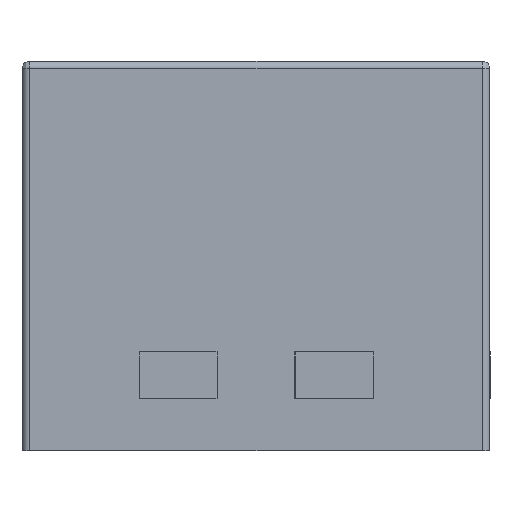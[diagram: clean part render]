
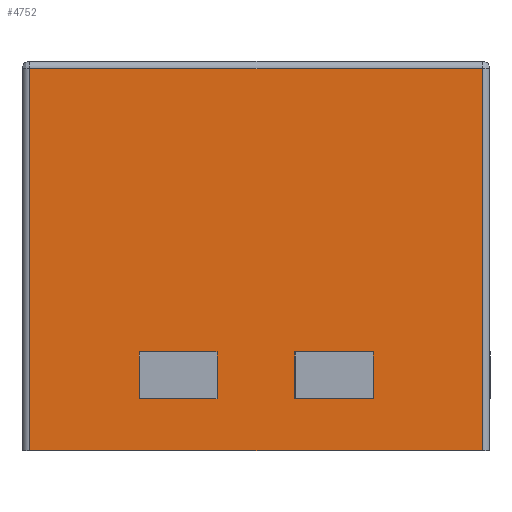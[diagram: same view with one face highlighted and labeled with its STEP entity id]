
A CAD part, left-side view. The second image highlights one B-rep face of the part: STEP entity #4752.
In plain terms, the highlighted planar face has unit normal (-1, 0, 0).
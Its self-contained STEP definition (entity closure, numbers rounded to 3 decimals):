
#79 = ORIENTED_EDGE ( 'NONE', *, *, #477, .F. ) ;
#82 = EDGE_CURVE ( 'NONE', #1959, #1341, #472, .T. ) ;
#126 = CARTESIAN_POINT ( 'NONE',  ( -0.5, -0.29, 0.49 ) ) ;
#129 = AXIS2_PLACEMENT_3D ( 'NONE', #3404, #4543, #3800 ) ;
#196 = CARTESIAN_POINT ( 'NONE',  ( -0.5, 0.15, 0.067 ) ) ;
#264 = VECTOR ( 'NONE', #297, 1000. ) ;
#297 = DIRECTION ( 'NONE',  ( 0., -1., 0. ) ) ;
#371 = LINE ( 'NONE', #4628, #2529 ) ;
#382 = FACE_BOUND ( 'NONE', #3609, .T. ) ;
#397 = CARTESIAN_POINT ( 'NONE',  ( -0.5, -0.3, 0.127 ) ) ;
#472 = LINE ( 'NONE', #1241, #3362 ) ;
#477 = EDGE_CURVE ( 'NONE', #3990, #1986, #2216, .T. ) ;
#519 = LINE ( 'NONE', #4737, #1939 ) ;
#536 = LINE ( 'NONE', #4328, #1298 ) ;
#611 = VECTOR ( 'NONE', #2828, 1000. ) ;
#613 = CARTESIAN_POINT ( 'NONE',  ( -0.5, -0.29, 0. ) ) ;
#683 = VERTEX_POINT ( 'NONE', #126 ) ;
#736 = CARTESIAN_POINT ( 'NONE',  ( -0.5, 0.05, 0.127 ) ) ;
#758 = LINE ( 'NONE', #4623, #4838 ) ;
#789 = DIRECTION ( 'NONE',  ( 0., 1., 0. ) ) ;
#793 = ORIENTED_EDGE ( 'NONE', *, *, #4455, .F. ) ;
#976 = VERTEX_POINT ( 'NONE', #2343 ) ;
#1074 = DIRECTION ( 'NONE',  ( 0., -1., 0. ) ) ;
#1120 = DIRECTION ( 'NONE',  ( 0., 0., -1. ) ) ;
#1187 = LINE ( 'NONE', #3181, #1555 ) ;
#1241 = CARTESIAN_POINT ( 'NONE',  ( -0.5, -0.3, 0.127 ) ) ;
#1242 = ORIENTED_EDGE ( 'NONE', *, *, #3589, .F. ) ;
#1250 = CARTESIAN_POINT ( 'NONE',  ( -0.5, 0.05, 0.067 ) ) ;
#1298 = VECTOR ( 'NONE', #2142, 1000. ) ;
#1329 = VERTEX_POINT ( 'NONE', #1250 ) ;
#1341 = VERTEX_POINT ( 'NONE', #2489 ) ;
#1408 = ORIENTED_EDGE ( 'NONE', *, *, #4590, .F. ) ;
#1487 = EDGE_CURVE ( 'NONE', #1329, #1959, #536, .T. ) ;
#1555 = VECTOR ( 'NONE', #3123, 1000. ) ;
#1635 = DIRECTION ( 'NONE',  ( 0., 1., 0. ) ) ;
#1751 = ORIENTED_EDGE ( 'NONE', *, *, #1487, .F. ) ;
#1818 = ORIENTED_EDGE ( 'NONE', *, *, #4080, .F. ) ;
#1876 = PLANE ( 'NONE',  #129 ) ;
#1919 = VERTEX_POINT ( 'NONE', #196 ) ;
#1926 = CARTESIAN_POINT ( 'NONE',  ( -0.5, -0.05, 0. ) ) ;
#1939 = VECTOR ( 'NONE', #1635, 1000. ) ;
#1943 = LINE ( 'NONE', #397, #4853 ) ;
#1959 = VERTEX_POINT ( 'NONE', #736 ) ;
#1981 = EDGE_CURVE ( 'NONE', #3985, #683, #2956, .T. ) ;
#1986 = VERTEX_POINT ( 'NONE', #3363 ) ;
#2064 = ORIENTED_EDGE ( 'NONE', *, *, #2210, .F. ) ;
#2142 = DIRECTION ( 'NONE',  ( 0., 0., 1. ) ) ;
#2206 = CARTESIAN_POINT ( 'NONE',  ( -0.5, -0.3, 0.49 ) ) ;
#2210 = EDGE_CURVE ( 'NONE', #1986, #2732, #3213, .T. ) ;
#2216 = LINE ( 'NONE', #4141, #4001 ) ;
#2288 = FACE_OUTER_BOUND ( 'NONE', #4586, .T. ) ;
#2333 = CARTESIAN_POINT ( 'NONE',  ( -0.5, -0.05, 0.127 ) ) ;
#2343 = CARTESIAN_POINT ( 'NONE',  ( -0.5, 0.29, 0. ) ) ;
#2363 = EDGE_CURVE ( 'NONE', #1919, #1329, #758, .T. ) ;
#2367 = CARTESIAN_POINT ( 'NONE',  ( -0.5, -0.15, 0.127 ) ) ;
#2422 = EDGE_CURVE ( 'NONE', #4778, #3990, #2721, .T. ) ;
#2489 = CARTESIAN_POINT ( 'NONE',  ( -0.5, 0.15, 0.127 ) ) ;
#2529 = VECTOR ( 'NONE', #2753, 1000. ) ;
#2615 = DIRECTION ( 'NONE',  ( 0., 0., -1. ) ) ;
#2721 = LINE ( 'NONE', #1926, #3716 ) ;
#2732 = VERTEX_POINT ( 'NONE', #2367 ) ;
#2753 = DIRECTION ( 'NONE',  ( 0., 0., -1. ) ) ;
#2828 = DIRECTION ( 'NONE',  ( 0., 0., 1. ) ) ;
#2841 = ORIENTED_EDGE ( 'NONE', *, *, #2422, .F. ) ;
#2956 = LINE ( 'NONE', #2206, #264 ) ;
#2971 = VERTEX_POINT ( 'NONE', #613 ) ;
#3011 = CARTESIAN_POINT ( 'NONE',  ( -0.5, 0.15, 0. ) ) ;
#3123 = DIRECTION ( 'NONE',  ( 0., 0., 1. ) ) ;
#3181 = CARTESIAN_POINT ( 'NONE',  ( -0.5, 0.29, 0. ) ) ;
#3213 = LINE ( 'NONE', #3956, #611 ) ;
#3277 = ORIENTED_EDGE ( 'NONE', *, *, #1981, .F. ) ;
#3342 = ORIENTED_EDGE ( 'NONE', *, *, #2363, .F. ) ;
#3362 = VECTOR ( 'NONE', #4615, 1000. ) ;
#3363 = CARTESIAN_POINT ( 'NONE',  ( -0.5, -0.15, 0.067 ) ) ;
#3365 = CARTESIAN_POINT ( 'NONE',  ( -0.5, 0.29, 0.49 ) ) ;
#3404 = CARTESIAN_POINT ( 'NONE',  ( -0.5, -0.3, 0. ) ) ;
#3458 = DIRECTION ( 'NONE',  ( 0., -1., 0. ) ) ;
#3589 = EDGE_CURVE ( 'NONE', #2971, #976, #519, .T. ) ;
#3609 = EDGE_LOOP ( 'NONE', ( #2841, #1408, #2064, #79 ) ) ;
#3663 = ORIENTED_EDGE ( 'NONE', *, *, #4904, .F. ) ;
#3716 = VECTOR ( 'NONE', #1120, 1000. ) ;
#3783 = EDGE_LOOP ( 'NONE', ( #3992, #1751, #3342, #793 ) ) ;
#3800 = DIRECTION ( 'NONE',  ( 0., 0., -1. ) ) ;
#3956 = CARTESIAN_POINT ( 'NONE',  ( -0.5, -0.15, 0. ) ) ;
#3985 = VERTEX_POINT ( 'NONE', #3365 ) ;
#3990 = VERTEX_POINT ( 'NONE', #4892 ) ;
#3992 = ORIENTED_EDGE ( 'NONE', *, *, #82, .F. ) ;
#4001 = VECTOR ( 'NONE', #1074, 1000. ) ;
#4080 = EDGE_CURVE ( 'NONE', #683, #2971, #371, .T. ) ;
#4141 = CARTESIAN_POINT ( 'NONE',  ( -0.5, -0.3, 0.067 ) ) ;
#4173 = FACE_BOUND ( 'NONE', #3783, .T. ) ;
#4328 = CARTESIAN_POINT ( 'NONE',  ( -0.5, 0.05, 0. ) ) ;
#4455 = EDGE_CURVE ( 'NONE', #1341, #1919, #4857, .T. ) ;
#4543 = DIRECTION ( 'NONE',  ( 1., 0., 0. ) ) ;
#4586 = EDGE_LOOP ( 'NONE', ( #1818, #3277, #3663, #1242 ) ) ;
#4590 = EDGE_CURVE ( 'NONE', #2732, #4778, #1943, .T. ) ;
#4615 = DIRECTION ( 'NONE',  ( 0., 1., 0. ) ) ;
#4623 = CARTESIAN_POINT ( 'NONE',  ( -0.5, -0.3, 0.067 ) ) ;
#4628 = CARTESIAN_POINT ( 'NONE',  ( -0.5, -0.29, 0. ) ) ;
#4737 = CARTESIAN_POINT ( 'NONE',  ( -0.5, -0.3, 0. ) ) ;
#4752 = ADVANCED_FACE ( 'NONE', ( #382, #4173, #2288 ), #1876, .F. ) ;
#4763 = VECTOR ( 'NONE', #2615, 1000. ) ;
#4778 = VERTEX_POINT ( 'NONE', #2333 ) ;
#4838 = VECTOR ( 'NONE', #3458, 1000. ) ;
#4853 = VECTOR ( 'NONE', #789, 1000. ) ;
#4857 = LINE ( 'NONE', #3011, #4763 ) ;
#4892 = CARTESIAN_POINT ( 'NONE',  ( -0.5, -0.05, 0.067 ) ) ;
#4904 = EDGE_CURVE ( 'NONE', #976, #3985, #1187, .T. ) ;
